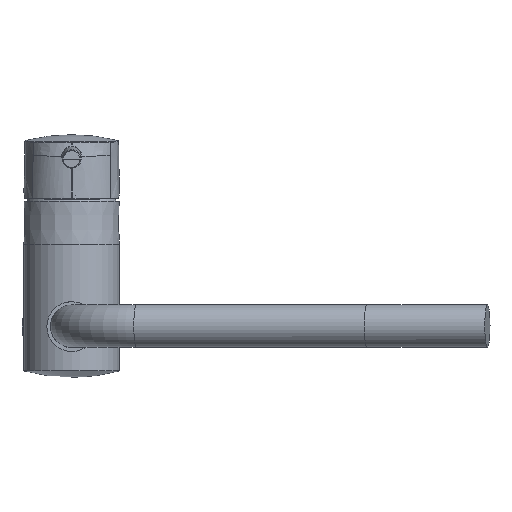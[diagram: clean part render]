
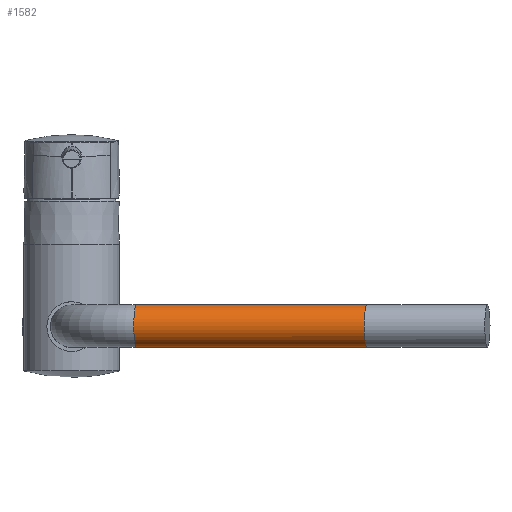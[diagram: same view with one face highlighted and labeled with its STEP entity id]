
A CAD part, top view. The second image highlights one B-rep face of the part: STEP entity #1582.
In plain terms, the highlighted cylindrical face has radius 11.5 mm (diameter 23 mm), a full revolution.
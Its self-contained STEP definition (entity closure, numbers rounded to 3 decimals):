
#327=CYLINDRICAL_SURFACE('',#1797,11.5);
#353=ORIENTED_EDGE('',*,*,#807,.T.);
#354=ORIENTED_EDGE('',*,*,#808,.F.);
#807=EDGE_CURVE('',#1064,#1064,#1235,.F.);
#808=EDGE_CURVE('',#1065,#1065,#1236,.F.);
#1064=VERTEX_POINT('',#2238);
#1065=VERTEX_POINT('',#2240);
#1235=CIRCLE('',#1798,11.5);
#1236=CIRCLE('',#1799,11.5);
#1304=EDGE_LOOP('',(#353));
#1305=EDGE_LOOP('',(#354));
#1443=FACE_BOUND('',#1304,.T.);
#1444=FACE_BOUND('',#1305,.T.);
#1582=ADVANCED_FACE('',(#1443,#1444),#327,.T.);
#1797=AXIS2_PLACEMENT_3D('',#2236,#1941,#1942);
#1798=AXIS2_PLACEMENT_3D('',#2237,#1943,#1944);
#1799=AXIS2_PLACEMENT_3D('',#2239,#1945,#1946);
#1941=DIRECTION('',(0.993,0.,0.122));
#1942=DIRECTION('',(0.122,0.,-0.993));
#1943=DIRECTION('',(-0.993,0.,-0.122));
#1944=DIRECTION('',(0.122,0.,-0.993));
#1945=DIRECTION('',(-0.993,0.,-0.122));
#1946=DIRECTION('',(-0.122,0.,0.993));
#2236=CARTESIAN_POINT('',(35.125,-25.,237.094));
#2237=CARTESIAN_POINT('',(35.125,-25.,237.094));
#2238=CARTESIAN_POINT('',(36.527,-25.,225.679));
#2239=CARTESIAN_POINT('',(160.322,-25.,252.466));
#2240=CARTESIAN_POINT('',(161.723,-25.,241.052));
